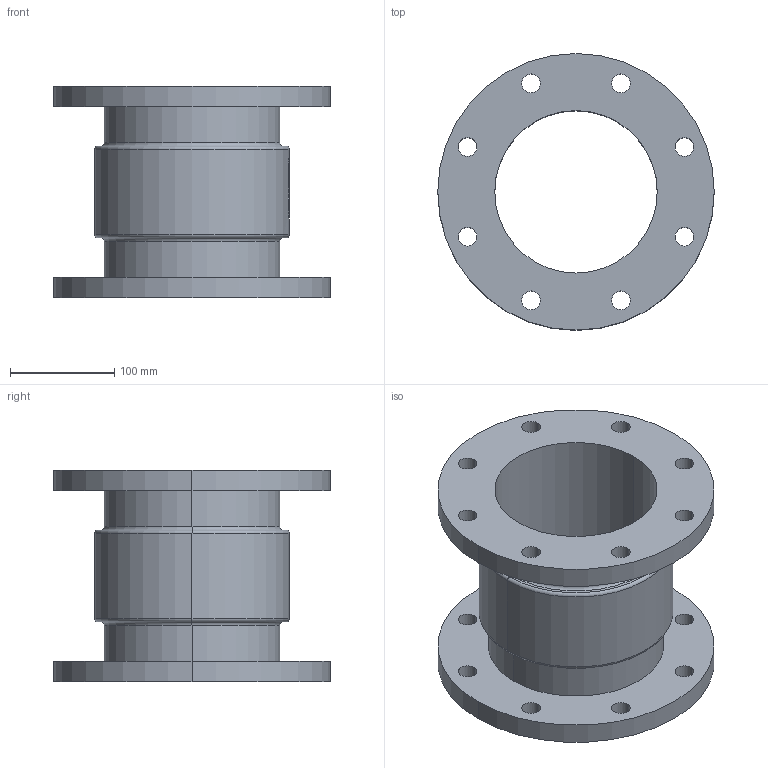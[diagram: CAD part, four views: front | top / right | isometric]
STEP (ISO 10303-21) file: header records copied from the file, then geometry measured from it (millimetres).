
FILE_DESCRIPTION (( 'STEP AP214' ), '1' );
FILE_NAME ('7120000_DN150_PN06_51420219.STEP', '2022-02-18T10:09:29', ( 'axxx' ), ( 'Hewlett-Packard Company' ), 'SwSTEP 2.0', 'SolidWorks 2019', '' );
FILE_SCHEMA (( 'AUTOMOTIVE_DESIGN' ));
Length unit declared in the file: millimetre
Products named in the file (1): 7120000_DN150_PN06_51420219
Bounding box: 265 x 265 x 203 mm (x, y, z)
Volume: 2325840.9 mm3; surface area: 382145.5 mm2
Topology: 1 solids, 1 shells, 546 faces, 1474 edges, 980 vertices
Faces by surface type: plane 246, bspline 217, cylinder 75, torus 8
Entity records: 29846 total; most frequent: CARTESIAN_POINT 17562, ORIENTED_EDGE 2948, DIRECTION 1790, EDGE_CURVE 1474, VERTEX_POINT 980, LINE 776, VECTOR 776, EDGE_LOOP 630
